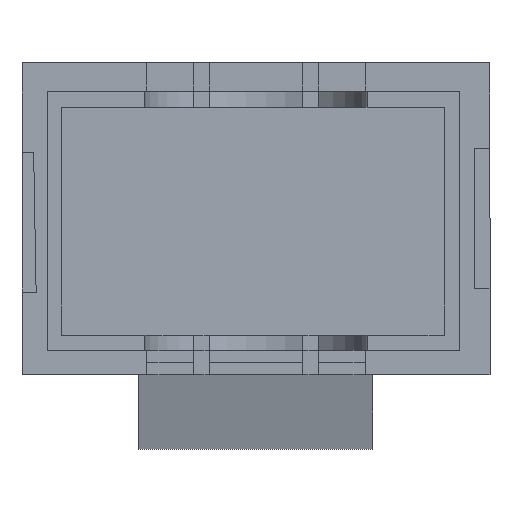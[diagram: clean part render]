
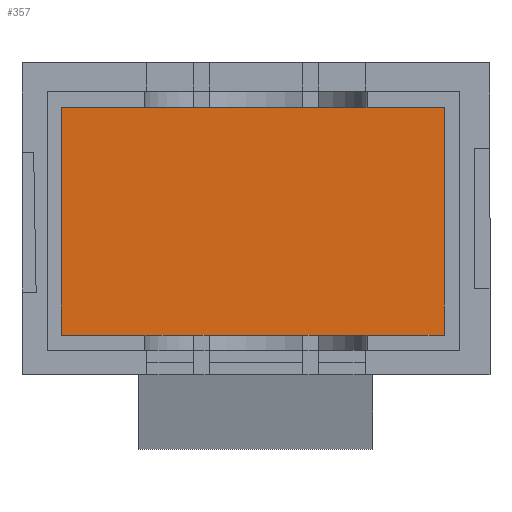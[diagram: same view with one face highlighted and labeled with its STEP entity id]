
A CAD part, front view. The second image highlights one B-rep face of the part: STEP entity #357.
In plain terms, the highlighted planar face has unit normal (0, -1, 0).
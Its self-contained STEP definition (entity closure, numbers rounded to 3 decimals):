
#43 = LINE ( 'NONE', #3317, #2670 ) ;
#212 = CARTESIAN_POINT ( 'NONE',  ( -75.014, 72., -2.655 ) ) ;
#254 = VERTEX_POINT ( 'NONE', #3402 ) ;
#357 = ADVANCED_FACE ( 'NONE', ( #2833 ), #3419, .F. ) ;
#409 = EDGE_CURVE ( 'NONE', #1500, #254, #2952, .T. ) ;
#531 = EDGE_CURVE ( 'NONE', #254, #3814, #43, .T. ) ;
#684 = ORIENTED_EDGE ( 'NONE', *, *, #2470, .F. ) ;
#699 = EDGE_LOOP ( 'NONE', ( #684, #2628, #2145, #3518 ) ) ;
#735 = AXIS2_PLACEMENT_3D ( 'NONE', #2535, #1053, #3104 ) ;
#1053 = DIRECTION ( 'NONE',  ( 0., 1., 0. ) ) ;
#1431 = DIRECTION ( 'NONE',  ( 1., 0., 0. ) ) ;
#1500 = VERTEX_POINT ( 'NONE', #1964 ) ;
#1861 = CARTESIAN_POINT ( 'NONE',  ( -25.936, 72., -31.843 ) ) ;
#1964 = CARTESIAN_POINT ( 'NONE',  ( -25.936, 72., -31.843 ) ) ;
#2003 = CARTESIAN_POINT ( 'NONE',  ( -75.014, 72., -31.843 ) ) ;
#2120 = CARTESIAN_POINT ( 'NONE',  ( -25.936, 72., -2.655 ) ) ;
#2123 = VECTOR ( 'NONE', #3416, 1000. ) ;
#2128 = VERTEX_POINT ( 'NONE', #2120 ) ;
#2145 = ORIENTED_EDGE ( 'NONE', *, *, #409, .F. ) ;
#2211 = LINE ( 'NONE', #1861, #2123 ) ;
#2242 = CARTESIAN_POINT ( 'NONE',  ( -75.014, 72., -2.655 ) ) ;
#2368 = VECTOR ( 'NONE', #1431, 1000. ) ;
#2470 = EDGE_CURVE ( 'NONE', #3814, #2128, #2956, .T. ) ;
#2535 = CARTESIAN_POINT ( 'NONE',  ( 0., 72., 0. ) ) ;
#2628 = ORIENTED_EDGE ( 'NONE', *, *, #531, .F. ) ;
#2670 = VECTOR ( 'NONE', #3004, 1000. ) ;
#2833 = FACE_OUTER_BOUND ( 'NONE', #699, .T. ) ;
#2952 = LINE ( 'NONE', #2003, #3508 ) ;
#2956 = LINE ( 'NONE', #212, #2368 ) ;
#3004 = DIRECTION ( 'NONE',  ( 0., 0., 1. ) ) ;
#3104 = DIRECTION ( 'NONE',  ( 0., 0., 1. ) ) ;
#3208 = DIRECTION ( 'NONE',  ( -1., 0., 0. ) ) ;
#3317 = CARTESIAN_POINT ( 'NONE',  ( -75.014, 72., -31.843 ) ) ;
#3402 = CARTESIAN_POINT ( 'NONE',  ( -75.014, 72., -31.843 ) ) ;
#3416 = DIRECTION ( 'NONE',  ( 0., 0., -1. ) ) ;
#3419 = PLANE ( 'NONE',  #735 ) ;
#3508 = VECTOR ( 'NONE', #3208, 1000. ) ;
#3518 = ORIENTED_EDGE ( 'NONE', *, *, #3629, .F. ) ;
#3629 = EDGE_CURVE ( 'NONE', #2128, #1500, #2211, .T. ) ;
#3814 = VERTEX_POINT ( 'NONE', #2242 ) ;
